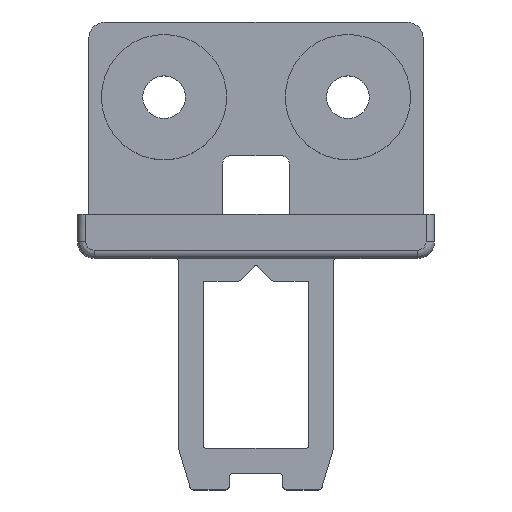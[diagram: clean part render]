
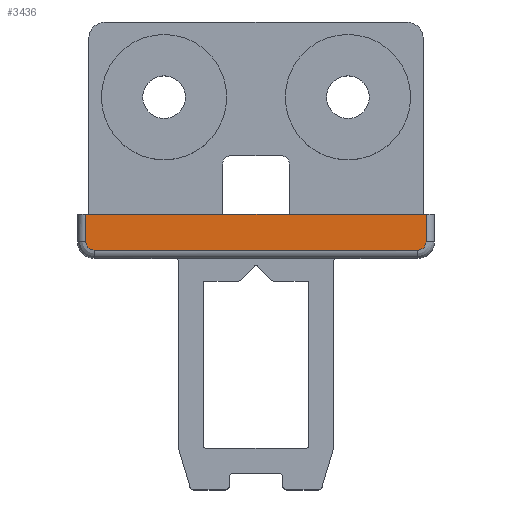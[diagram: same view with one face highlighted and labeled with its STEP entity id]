
A CAD part, top view. The second image highlights one B-rep face of the part: STEP entity #3436.
In plain terms, the highlighted face is planar.
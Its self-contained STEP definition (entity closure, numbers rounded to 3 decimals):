
#3 = CARTESIAN_POINT ( 'NONE',  ( 2.55, 20.181, 1.444 ) ) ;
#20 = CARTESIAN_POINT ( 'NONE',  ( 2.55, 19.481, 1.006 ) ) ;
#65 = CARTESIAN_POINT ( 'NONE',  ( 2.55, -19.733, 1.076 ) ) ;
#87 = CARTESIAN_POINT ( 'NONE',  ( 2.55, -20.299, 1.678 ) ) ;
#192 = DIRECTION ( 'NONE',  ( -1., 0., 0. ) ) ;
#296 = LINE ( 'NONE', #1048, #1403 ) ;
#377 = EDGE_CURVE ( 'NONE', #1142, #1833, #3325, .T. ) ;
#409 = CARTESIAN_POINT ( 'NONE',  ( 2.55, 20.103, 1.339 ) ) ;
#423 = CARTESIAN_POINT ( 'NONE',  ( 2.55, 19.35, 1. ) ) ;
#459 = CARTESIAN_POINT ( 'NONE',  ( 2.55, -20.35, 3.65 ) ) ;
#470 = CARTESIAN_POINT ( 'NONE',  ( 2.55, -19.851, 1.132 ) ) ;
#500 = CARTESIAN_POINT ( 'NONE',  ( 2.55, -20.331, 1.805 ) ) ;
#558 = FACE_OUTER_BOUND ( 'NONE', #4007, .T. ) ;
#608 = PLANE ( 'NONE',  #2503 ) ;
#835 = CARTESIAN_POINT ( 'NONE',  ( 2.55, 20.011, 1.247 ) ) ;
#880 = DIRECTION ( 'NONE',  ( 0., 0., -1. ) ) ;
#896 = CARTESIAN_POINT ( 'NONE',  ( 2.55, -19.96, 1.205 ) ) ;
#921 = CARTESIAN_POINT ( 'NONE',  ( 2.55, -20.35, 1.935 ) ) ;
#1024 = CARTESIAN_POINT ( 'NONE',  ( 2.55, -20.35, 1. ) ) ;
#1048 = CARTESIAN_POINT ( 'NONE',  ( 2.55, 0., 1. ) ) ;
#1113 = VERTEX_POINT ( 'NONE', #2046 ) ;
#1142 = VERTEX_POINT ( 'NONE', #2100 ) ;
#1230 = CARTESIAN_POINT ( 'NONE',  ( 2.55, 20.344, 1.869 ) ) ;
#1242 = CARTESIAN_POINT ( 'NONE',  ( 2.55, 19.906, 1.169 ) ) ;
#1301 = CARTESIAN_POINT ( 'NONE',  ( 2.55, -20.057, 1.293 ) ) ;
#1335 = LINE ( 'NONE', #459, #3402 ) ;
#1403 = VECTOR ( 'NONE', #5163, 1000. ) ;
#1436 = DIRECTION ( 'NONE',  ( 0., 0., 1. ) ) ;
#1639 = CARTESIAN_POINT ( 'NONE',  ( 2.55, 20.318, 1.741 ) ) ;
#1654 = CARTESIAN_POINT ( 'NONE',  ( 2.55, 19.793, 1.101 ) ) ;
#1720 = CARTESIAN_POINT ( 'NONE',  ( 2.55, -20.145, 1.39 ) ) ;
#1833 = VERTEX_POINT ( 'NONE', #1834 ) ;
#1834 = CARTESIAN_POINT ( 'NONE',  ( 2.55, -20.35, 2. ) ) ;
#1952 = ORIENTED_EDGE ( 'NONE', *, *, #377, .F. ) ;
#2046 = CARTESIAN_POINT ( 'NONE',  ( 2.55, -20.35, 5.3 ) ) ;
#2054 = CARTESIAN_POINT ( 'NONE',  ( 2.55, 20.274, 1.617 ) ) ;
#2067 = CARTESIAN_POINT ( 'NONE',  ( 2.55, 19.672, 1.051 ) ) ;
#2100 = CARTESIAN_POINT ( 'NONE',  ( 2.55, -19.35, 1. ) ) ;
#2114 = CARTESIAN_POINT ( 'NONE',  ( 2.55, -19.545, 1.019 ) ) ;
#2136 = CARTESIAN_POINT ( 'NONE',  ( 2.55, -20.218, 1.499 ) ) ;
#2148 = DIRECTION ( 'NONE',  ( 0., -1., 0. ) ) ;
#2153 = VERTEX_POINT ( 'NONE', #3292 ) ;
#2412 = EDGE_CURVE ( 'NONE', #1113, #1833, #1335, .T. ) ;
#2464 = CARTESIAN_POINT ( 'NONE',  ( 2.55, 20.218, 1.499 ) ) ;
#2482 = CARTESIAN_POINT ( 'NONE',  ( 2.55, 19.545, 1.019 ) ) ;
#2503 = AXIS2_PLACEMENT_3D ( 'NONE', #1024, #192, #1436 ) ;
#2530 = CARTESIAN_POINT ( 'NONE',  ( 2.55, -19.672, 1.051 ) ) ;
#2552 = CARTESIAN_POINT ( 'NONE',  ( 2.55, -20.274, 1.617 ) ) ;
#2810 = DIRECTION ( 'NONE',  ( 0., 0., -1. ) ) ;
#2858 = CARTESIAN_POINT ( 'NONE',  ( 2.55, 20.35, 2. ) ) ;
#2878 = CARTESIAN_POINT ( 'NONE',  ( 2.55, 20.145, 1.39 ) ) ;
#2896 = CARTESIAN_POINT ( 'NONE',  ( 2.55, 19.415, 1. ) ) ;
#2928 = ORIENTED_EDGE ( 'NONE', *, *, #4461, .T. ) ;
#2941 = CARTESIAN_POINT ( 'NONE',  ( 2.55, -19.793, 1.101 ) ) ;
#2964 = CARTESIAN_POINT ( 'NONE',  ( 2.55, -20.318, 1.741 ) ) ;
#3220 = EDGE_CURVE ( 'NONE', #2153, #3508, #3532, .T. ) ;
#3285 = CARTESIAN_POINT ( 'NONE',  ( 2.55, 20.35, 1.935 ) ) ;
#3292 = CARTESIAN_POINT ( 'NONE',  ( 2.55, 20.35, 5.3 ) ) ;
#3297 = CARTESIAN_POINT ( 'NONE',  ( 2.55, 20.057, 1.293 ) ) ;
#3325 = B_SPLINE_CURVE_WITH_KNOTS ( 'NONE', 3,
 ( #3746, #4164, #4584, #2114, #4991, #2530, #65, #2941, #470, #3364, #896, #3773, #1301, #4191, #1720, #4606, #2136, #5019, #2552, #87, #2964, #500, #3381, #921, #3793 ),
 .UNSPECIFIED., .F., .F.,
 ( 4, 3, 3, 3, 3, 3, 3, 3, 4 ),
 ( 0., 0.125, 0.25, 0.375, 0.5, 0.625, 0.75, 0.875, 1. ),
 .UNSPECIFIED. ) ;
#3364 = CARTESIAN_POINT ( 'NONE',  ( 2.55, -19.906, 1.169 ) ) ;
#3381 = CARTESIAN_POINT ( 'NONE',  ( 2.55, -20.344, 1.869 ) ) ;
#3402 = VECTOR ( 'NONE', #880, 1000. ) ;
#3436 = ADVANCED_FACE ( 'NONE', ( #558 ), #608, .F. ) ;
#3508 = VERTEX_POINT ( 'NONE', #4336 ) ;
#3517 = EDGE_CURVE ( 'NONE', #1142, #4877, #296, .T. ) ;
#3532 = LINE ( 'NONE', #4873, #4479 ) ;
#3715 = CARTESIAN_POINT ( 'NONE',  ( 2.55, 19.96, 1.205 ) ) ;
#3746 = CARTESIAN_POINT ( 'NONE',  ( 2.55, -19.35, 1. ) ) ;
#3773 = CARTESIAN_POINT ( 'NONE',  ( 2.55, -20.011, 1.247 ) ) ;
#3785 = CARTESIAN_POINT ( 'NONE',  ( 2.55, 0., 5.3 ) ) ;
#3793 = CARTESIAN_POINT ( 'NONE',  ( 2.55, -20.35, 2. ) ) ;
#3891 = B_SPLINE_CURVE_WITH_KNOTS ( 'NONE', 3,
 ( #2858, #3285, #1230, #4110, #1639, #4527, #2054, #4935, #2464, #3, #2878, #409, #3297, #835, #3715, #1242, #4127, #1654, #4542, #2067, #4952, #2482, #20, #2896, #423 ),
 .UNSPECIFIED., .F., .F.,
 ( 4, 3, 3, 3, 3, 3, 3, 3, 4 ),
 ( 0., 0.125, 0.25, 0.375, 0.5, 0.625, 0.75, 0.875, 1. ),
 .UNSPECIFIED. ) ;
#4007 = EDGE_LOOP ( 'NONE', ( #4400, #4496, #4455, #2928, #4035, #1952 ) ) ;
#4035 = ORIENTED_EDGE ( 'NONE', *, *, #2412, .T. ) ;
#4091 = LINE ( 'NONE', #3785, #4927 ) ;
#4110 = CARTESIAN_POINT ( 'NONE',  ( 2.55, 20.331, 1.805 ) ) ;
#4127 = CARTESIAN_POINT ( 'NONE',  ( 2.55, 19.851, 1.132 ) ) ;
#4164 = CARTESIAN_POINT ( 'NONE',  ( 2.55, -19.415, 1. ) ) ;
#4191 = CARTESIAN_POINT ( 'NONE',  ( 2.55, -20.103, 1.339 ) ) ;
#4336 = CARTESIAN_POINT ( 'NONE',  ( 2.55, 20.35, 2. ) ) ;
#4400 = ORIENTED_EDGE ( 'NONE', *, *, #3517, .T. ) ;
#4455 = ORIENTED_EDGE ( 'NONE', *, *, #3220, .F. ) ;
#4461 = EDGE_CURVE ( 'NONE', #2153, #1113, #4091, .T. ) ;
#4479 = VECTOR ( 'NONE', #2810, 1000. ) ;
#4496 = ORIENTED_EDGE ( 'NONE', *, *, #5293, .F. ) ;
#4527 = CARTESIAN_POINT ( 'NONE',  ( 2.55, 20.299, 1.678 ) ) ;
#4542 = CARTESIAN_POINT ( 'NONE',  ( 2.55, 19.733, 1.076 ) ) ;
#4584 = CARTESIAN_POINT ( 'NONE',  ( 2.55, -19.481, 1.006 ) ) ;
#4606 = CARTESIAN_POINT ( 'NONE',  ( 2.55, -20.181, 1.444 ) ) ;
#4873 = CARTESIAN_POINT ( 'NONE',  ( 2.55, 20.35, 3.15 ) ) ;
#4877 = VERTEX_POINT ( 'NONE', #5247 ) ;
#4927 = VECTOR ( 'NONE', #2148, 1000. ) ;
#4935 = CARTESIAN_POINT ( 'NONE',  ( 2.55, 20.249, 1.557 ) ) ;
#4952 = CARTESIAN_POINT ( 'NONE',  ( 2.55, 19.609, 1.032 ) ) ;
#4991 = CARTESIAN_POINT ( 'NONE',  ( 2.55, -19.609, 1.032 ) ) ;
#5019 = CARTESIAN_POINT ( 'NONE',  ( 2.55, -20.249, 1.557 ) ) ;
#5163 = DIRECTION ( 'NONE',  ( 0., 1., 0. ) ) ;
#5247 = CARTESIAN_POINT ( 'NONE',  ( 2.55, 19.35, 1. ) ) ;
#5293 = EDGE_CURVE ( 'NONE', #3508, #4877, #3891, .T. ) ;
